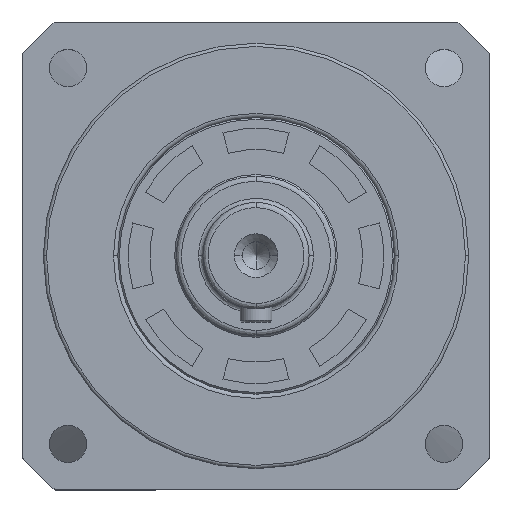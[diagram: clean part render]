
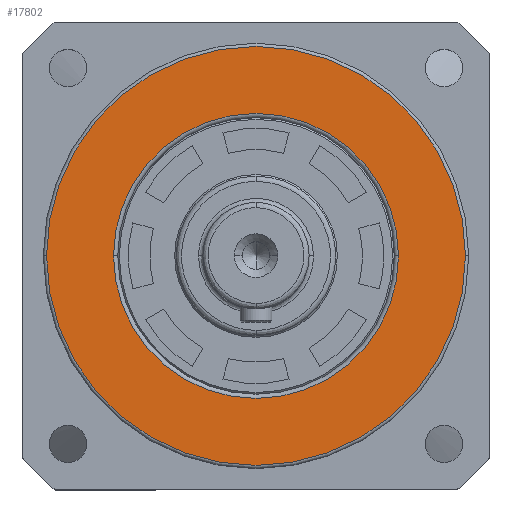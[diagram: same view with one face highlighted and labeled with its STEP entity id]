
A CAD part, top view. The second image highlights one B-rep face of the part: STEP entity #17802.
In plain terms, the highlighted planar face has unit normal (0, 0, 1).
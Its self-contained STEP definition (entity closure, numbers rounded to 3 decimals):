
#4 = EDGE_CURVE ( 'NONE', #26610, #35128, #16002, .T. ) ;
#792 = VERTEX_POINT ( 'NONE', #32305 ) ;
#1226 = ORIENTED_EDGE ( 'NONE', *, *, #26471, .T. ) ;
#8263 = AXIS2_PLACEMENT_3D ( 'NONE', #32715, #32646, #32600 ) ;
#11536 = AXIS2_PLACEMENT_3D ( 'NONE', #51618, #51673, #51396 ) ;
#12476 = ORIENTED_EDGE ( 'NONE', *, *, #13582, .F. ) ;
#13457 = ORIENTED_EDGE ( 'NONE', *, *, #4, .T. ) ;
#13582 = EDGE_CURVE ( 'NONE', #19566, #792, #47603, .T. ) ;
#14051 = AXIS2_PLACEMENT_3D ( 'NONE', #39579, #39510, #39399 ) ;
#16002 = CIRCLE ( 'NONE', #11536, 26.8 ) ;
#17173 = CARTESIAN_POINT ( 'NONE',  ( -26.8, 0., 44.5 ) ) ;
#17322 = CARTESIAN_POINT ( 'NONE',  ( 39.4, 0., 44.5 ) ) ;
#17802 = ADVANCED_FACE ( 'NONE', ( #41047, #23199 ), #40008, .T. ) ;
#19566 = VERTEX_POINT ( 'NONE', #17322 ) ;
#20157 = EDGE_CURVE ( 'NONE', #792, #19566, #33290, .T. ) ;
#23096 = EDGE_LOOP ( 'NONE', ( #13457, #1226 ) ) ;
#23199 = FACE_BOUND ( 'NONE', #23096, .T. ) ;
#25087 = AXIS2_PLACEMENT_3D ( 'NONE', #45441, #45400, #45325 ) ;
#26471 = EDGE_CURVE ( 'NONE', #35128, #26610, #42345, .T. ) ;
#26610 = VERTEX_POINT ( 'NONE', #28090 ) ;
#28090 = CARTESIAN_POINT ( 'NONE',  ( 26.8, 0., 44.5 ) ) ;
#28461 = ORIENTED_EDGE ( 'NONE', *, *, #20157, .F. ) ;
#32305 = CARTESIAN_POINT ( 'NONE',  ( -39.4, 0., 44.5 ) ) ;
#32600 = DIRECTION ( 'NONE',  ( 1., 0., 0. ) ) ;
#32646 = DIRECTION ( 'NONE',  ( 0., 0., -1. ) ) ;
#32715 = CARTESIAN_POINT ( 'NONE',  ( 0., 0., 44.5 ) ) ;
#33290 = CIRCLE ( 'NONE', #25087, 39.4 ) ;
#35128 = VERTEX_POINT ( 'NONE', #17173 ) ;
#36782 = DIRECTION ( 'NONE',  ( 1., 0., 0. ) ) ;
#36794 = DIRECTION ( 'NONE',  ( 0., 0., 1. ) ) ;
#36850 = CARTESIAN_POINT ( 'NONE',  ( 0., 0., 44.5 ) ) ;
#39399 = DIRECTION ( 'NONE',  ( 1., 0., 0. ) ) ;
#39510 = DIRECTION ( 'NONE',  ( 0., 0., -1. ) ) ;
#39579 = CARTESIAN_POINT ( 'NONE',  ( 0., 0., 44.5 ) ) ;
#40008 = PLANE ( 'NONE',  #52178 ) ;
#41047 = FACE_OUTER_BOUND ( 'NONE', #49339, .T. ) ;
#42345 = CIRCLE ( 'NONE', #8263, 26.8 ) ;
#45325 = DIRECTION ( 'NONE',  ( 1., 0., 0. ) ) ;
#45400 = DIRECTION ( 'NONE',  ( 0., 0., -1. ) ) ;
#45441 = CARTESIAN_POINT ( 'NONE',  ( 0., 0., 44.5 ) ) ;
#47603 = CIRCLE ( 'NONE', #14051, 39.4 ) ;
#49339 = EDGE_LOOP ( 'NONE', ( #12476, #28461 ) ) ;
#51396 = DIRECTION ( 'NONE',  ( 1., 0., 0. ) ) ;
#51618 = CARTESIAN_POINT ( 'NONE',  ( 0., 0., 44.5 ) ) ;
#51673 = DIRECTION ( 'NONE',  ( 0., 0., -1. ) ) ;
#52178 = AXIS2_PLACEMENT_3D ( 'NONE', #36850, #36794, #36782 ) ;
